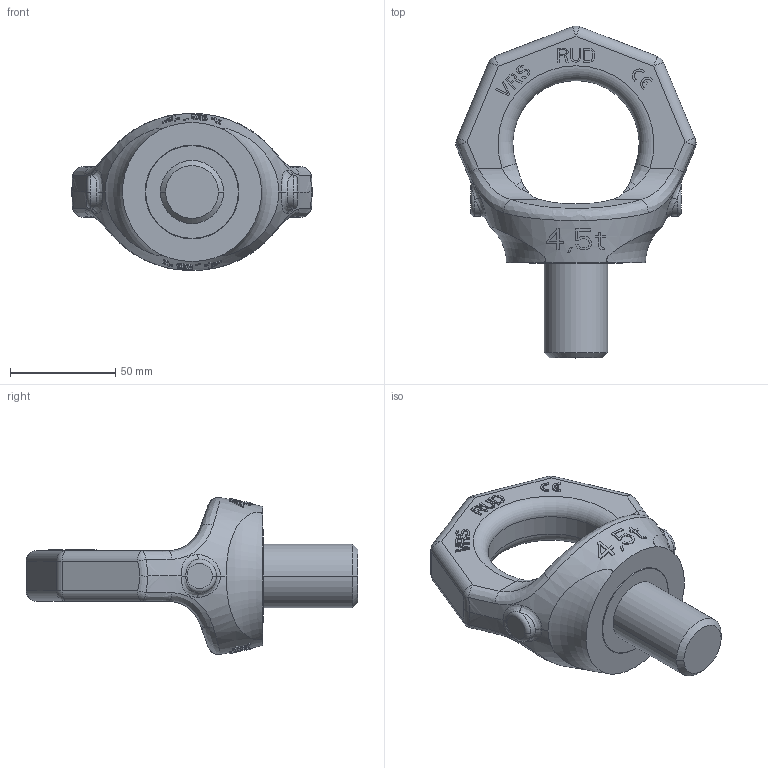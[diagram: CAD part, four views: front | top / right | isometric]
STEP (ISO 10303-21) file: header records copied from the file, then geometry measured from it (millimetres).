
FILE_DESCRIPTION((''),'2;1');
FILE_NAME('001-M35310-P-1_ASM','2018-08-21T',('Andreas.Wendler'),(''),'PRO/ENGINEER BY PARAMETRIC TECHNOLOGY CORPORATION, 2011490','PRO/ENGINEER BY PARAMETRIC TECHNOLOGY CORPORATION, 2011490','');
FILE_SCHEMA(('CONFIG_CONTROL_DESIGN'));
Length unit declared in the file: millimetre
Products named in the file (3): 001-M35310-P-1; 001-M33993-P-1; 001-M35310-P-1_ASM
Assembly tree (2 placements, depth 2):
  001-M35310-P-1_ASM
    001-M35310-P-1
    001-M33993-P-1
Bounding box: 114.07 x 157.58 x 74.56 mm (x, y, z)
Volume: 253232.6 mm3; surface area: 46632.6 mm2
Topology: 2 solids, 2 shells, 579 faces, 1605 edges, 1056 vertices
Faces by surface type: plane 478, bspline 46, cylinder 33, torus 10, sphere 10, cone 2
Entity records: 23076 total; most frequent: CARTESIAN_POINT 9040, ORIENTED_EDGE 3210, DIRECTION 2393, EDGE_CURVE 1605, VECTOR 1097, LINE 1097, VERTEX_POINT 1056, AXIS2_PLACEMENT_3D 648
